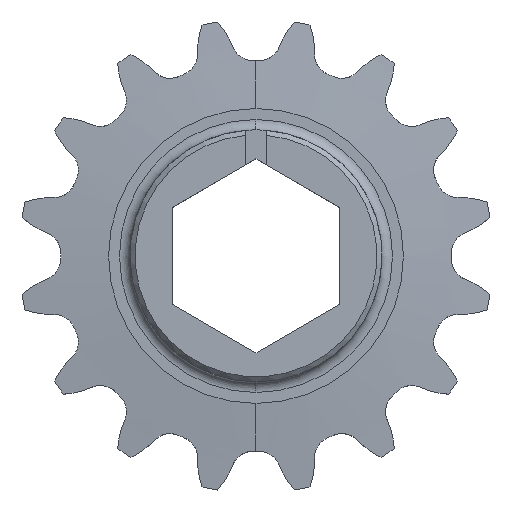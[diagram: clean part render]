
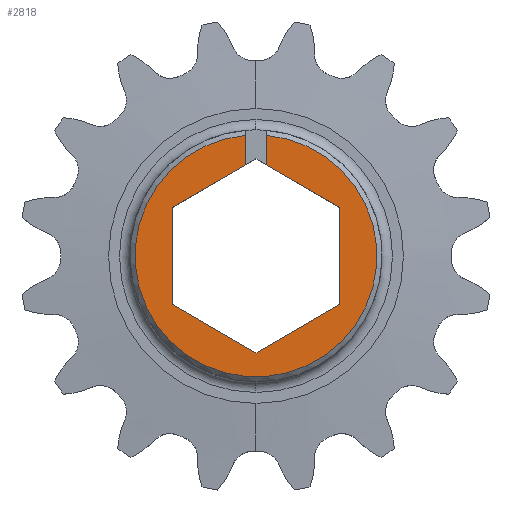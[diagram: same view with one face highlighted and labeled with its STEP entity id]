
A CAD part, top view. The second image highlights one B-rep face of the part: STEP entity #2818.
In plain terms, the highlighted planar face has unit normal (0, 0, 1).
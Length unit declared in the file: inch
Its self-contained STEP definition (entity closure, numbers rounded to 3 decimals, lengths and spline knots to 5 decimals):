
#90 = FACE_OUTER_BOUND ( 'NONE', #4863, .T. ) ;
#91 = LINE ( 'NONE', #3533, #2383 ) ;
#151 = CARTESIAN_POINT ( 'NONE',  ( -0.03125, 0.27063, 0.1875 ) ) ;
#261 = DIRECTION ( 'NONE',  ( 0.866, 0.5, 0. ) ) ;
#499 = AXIS2_PLACEMENT_3D ( 'NONE', #1335, #1312, #4358 ) ;
#502 = VERTEX_POINT ( 'NONE', #1092 ) ;
#506 = LINE ( 'NONE', #2043, #3030 ) ;
#509 = VERTEX_POINT ( 'NONE', #4529 ) ;
#613 = ORIENTED_EDGE ( 'NONE', *, *, #3924, .F. ) ;
#759 = CARTESIAN_POINT ( 'NONE',  ( 0.03125, 0.35864, 0.1875 ) ) ;
#821 = CIRCLE ( 'NONE', #4264, 0.36 ) ;
#876 = EDGE_CURVE ( 'NONE', #2819, #1158, #1815, .T. ) ;
#908 = DIRECTION ( 'NONE',  ( 0.866, -0.5, 0. ) ) ;
#935 = CARTESIAN_POINT ( 'NONE',  ( -0.25, 0.14434, 0.1875 ) ) ;
#949 = LINE ( 'NONE', #2474, #4663 ) ;
#1092 = CARTESIAN_POINT ( 'NONE',  ( 0.25, -0.14434, 0.1875 ) ) ;
#1111 = VERTEX_POINT ( 'NONE', #3536 ) ;
#1158 = VERTEX_POINT ( 'NONE', #2139 ) ;
#1163 = LINE ( 'NONE', #1552, #3872 ) ;
#1232 = VERTEX_POINT ( 'NONE', #2398 ) ;
#1312 = DIRECTION ( 'NONE',  ( 0., 0., 1. ) ) ;
#1335 = CARTESIAN_POINT ( 'NONE',  ( 0., 0., 0.1875 ) ) ;
#1337 = CARTESIAN_POINT ( 'NONE',  ( 0., 0.28868, 0.1875 ) ) ;
#1347 = EDGE_CURVE ( 'NONE', #1232, #4178, #1163, .T. ) ;
#1424 = ORIENTED_EDGE ( 'NONE', *, *, #3390, .F. ) ;
#1496 = EDGE_CURVE ( 'NONE', #502, #1931, #949, .T. ) ;
#1552 = CARTESIAN_POINT ( 'NONE',  ( 0.03125, 0.375, 0.1875 ) ) ;
#1663 = DIRECTION ( 'NONE',  ( -0.866, 0.5, 0. ) ) ;
#1752 = DIRECTION ( 'NONE',  ( -0.866, -0.5, 0. ) ) ;
#1815 = LINE ( 'NONE', #4570, #2121 ) ;
#1850 = EDGE_CURVE ( 'NONE', #509, #4178, #821, .T. ) ;
#1931 = VERTEX_POINT ( 'NONE', #2110 ) ;
#1942 = EDGE_CURVE ( 'NONE', #2483, #2819, #2136, .T. ) ;
#2016 = ORIENTED_EDGE ( 'NONE', *, *, #1942, .F. ) ;
#2043 = CARTESIAN_POINT ( 'NONE',  ( 0.25, 0.14434, 0.1875 ) ) ;
#2110 = CARTESIAN_POINT ( 'NONE',  ( 0.25, 0.14434, 0.1875 ) ) ;
#2121 = VECTOR ( 'NONE', #3402, 39.37008 ) ;
#2136 = LINE ( 'NONE', #1337, #3384 ) ;
#2139 = CARTESIAN_POINT ( 'NONE',  ( -0.25, -0.14434, 0.1875 ) ) ;
#2344 = EDGE_CURVE ( 'NONE', #1111, #502, #3323, .T. ) ;
#2383 = VECTOR ( 'NONE', #908, 39.37008 ) ;
#2398 = CARTESIAN_POINT ( 'NONE',  ( 0.03125, 0.27063, 0.1875 ) ) ;
#2474 = CARTESIAN_POINT ( 'NONE',  ( 0.25, -0.14434, 0.1875 ) ) ;
#2483 = VERTEX_POINT ( 'NONE', #151 ) ;
#2588 = ORIENTED_EDGE ( 'NONE', *, *, #1496, .F. ) ;
#2787 = DIRECTION ( 'NONE',  ( 1., 0., 0. ) ) ;
#2818 = ADVANCED_FACE ( 'NONE', ( #90 ), #4644, .T. ) ;
#2819 = VERTEX_POINT ( 'NONE', #935 ) ;
#2867 = VECTOR ( 'NONE', #3006, 39.37008 ) ;
#3006 = DIRECTION ( 'NONE',  ( 0., -1., 0. ) ) ;
#3030 = VECTOR ( 'NONE', #1663, 39.37008 ) ;
#3136 = VECTOR ( 'NONE', #261, 39.37008 ) ;
#3182 = DIRECTION ( 'NONE',  ( 0., 0., 1. ) ) ;
#3295 = CARTESIAN_POINT ( 'NONE',  ( 0., -0.28868, 0.1875 ) ) ;
#3311 = ORIENTED_EDGE ( 'NONE', *, *, #876, .F. ) ;
#3323 = LINE ( 'NONE', #3295, #3136 ) ;
#3384 = VECTOR ( 'NONE', #1752, 39.37008 ) ;
#3390 = EDGE_CURVE ( 'NONE', #509, #2483, #3754, .T. ) ;
#3402 = DIRECTION ( 'NONE',  ( 0., -1., 0. ) ) ;
#3533 = CARTESIAN_POINT ( 'NONE',  ( -0.25, -0.14434, 0.1875 ) ) ;
#3536 = CARTESIAN_POINT ( 'NONE',  ( 0., -0.28868, 0.1875 ) ) ;
#3537 = EDGE_CURVE ( 'NONE', #1931, #1232, #506, .T. ) ;
#3562 = CARTESIAN_POINT ( 'NONE',  ( 0., 0., 0.1875 ) ) ;
#3621 = ORIENTED_EDGE ( 'NONE', *, *, #3537, .F. ) ;
#3754 = LINE ( 'NONE', #3805, #2867 ) ;
#3805 = CARTESIAN_POINT ( 'NONE',  ( -0.03125, 0.375, 0.1875 ) ) ;
#3869 = DIRECTION ( 'NONE',  ( 0., 1., 0. ) ) ;
#3872 = VECTOR ( 'NONE', #3869, 39.37008 ) ;
#3924 = EDGE_CURVE ( 'NONE', #1158, #1111, #91, .T. ) ;
#3989 = DIRECTION ( 'NONE',  ( 0., 1., 0. ) ) ;
#4178 = VERTEX_POINT ( 'NONE', #759 ) ;
#4264 = AXIS2_PLACEMENT_3D ( 'NONE', #3562, #3182, #2787 ) ;
#4358 = DIRECTION ( 'NONE',  ( 1., 0., 0. ) ) ;
#4361 = ORIENTED_EDGE ( 'NONE', *, *, #2344, .F. ) ;
#4529 = CARTESIAN_POINT ( 'NONE',  ( -0.03125, 0.35864, 0.1875 ) ) ;
#4570 = CARTESIAN_POINT ( 'NONE',  ( -0.25, 0.14434, 0.1875 ) ) ;
#4644 = PLANE ( 'NONE',  #499 ) ;
#4663 = VECTOR ( 'NONE', #3989, 39.37008 ) ;
#4707 = ORIENTED_EDGE ( 'NONE', *, *, #1347, .F. ) ;
#4863 = EDGE_LOOP ( 'NONE', ( #4707, #3621, #2588, #4361, #613, #3311, #2016, #1424, #4937 ) ) ;
#4937 = ORIENTED_EDGE ( 'NONE', *, *, #1850, .T. ) ;
